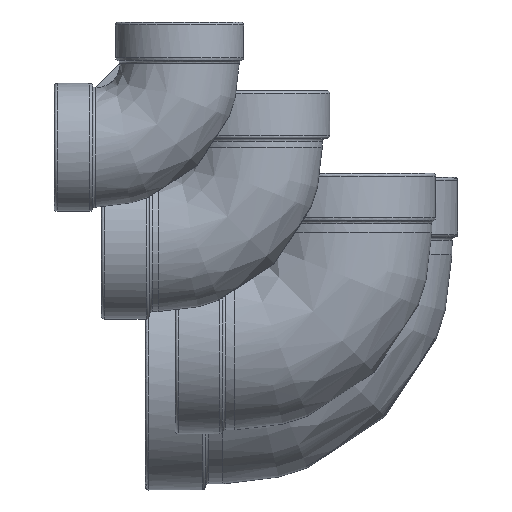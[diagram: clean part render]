
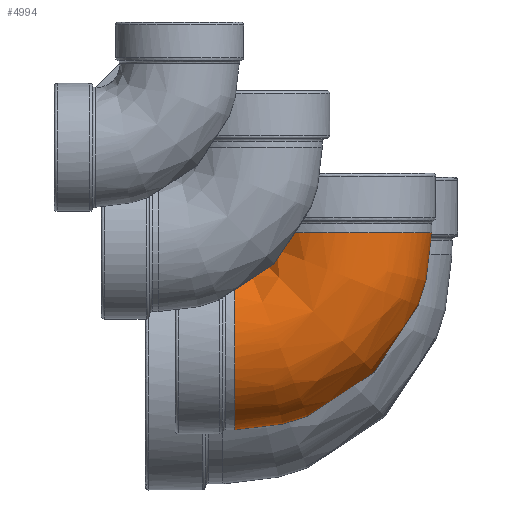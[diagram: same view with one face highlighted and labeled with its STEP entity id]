
A CAD part, left-side view. The second image highlights one B-rep face of the part: STEP entity #4994.
In plain terms, the highlighted free-form (B-spline) face has degree [2, 2] with [3, 7] control points.
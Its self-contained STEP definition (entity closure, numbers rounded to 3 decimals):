
#3940 = VERTEX_POINT('',#3941);
#3941 = CARTESIAN_POINT('',(-24.547,42.064,
    -30.657));
#3955 = VERTEX_POINT('',#3956);
#3956 = CARTESIAN_POINT('',(-41.372,42.064,
    -13.831));
#3961 = EDGE_CURVE('',#3955,#3940,#3962,.T.);
#3962 = ( BOUNDED_CURVE() B_SPLINE_CURVE(2,(#3963,#3964,#3965),
.UNSPECIFIED.,.F.,.F.) B_SPLINE_CURVE_WITH_KNOTS((3,3),(1.571,
3.142),.PIECEWISE_BEZIER_KNOTS.) CURVE() 
GEOMETRIC_REPRESENTATION_ITEM() RATIONAL_B_SPLINE_CURVE((1.,
0.707,1.)) REPRESENTATION_ITEM('') );
#3963 = CARTESIAN_POINT('',(-41.372,42.064,
    -13.831));
#3964 = CARTESIAN_POINT('',(-24.547,42.064,
    -13.831));
#3965 = CARTESIAN_POINT('',(-24.547,42.064,
    -30.657));
#3978 = VERTEX_POINT('',#3979);
#3979 = CARTESIAN_POINT('',(-24.547,21.873,
    -10.466));
#3986 = EDGE_CURVE('',#3987,#3978,#3989,.T.);
#3987 = VERTEX_POINT('',#3988);
#3988 = CARTESIAN_POINT('',(-41.372,38.699,
    -10.466));
#3989 = ( BOUNDED_CURVE() B_SPLINE_CURVE(2,(#3990,#3991,#3992),
.UNSPECIFIED.,.F.,.F.) B_SPLINE_CURVE_WITH_KNOTS((3,3),(1.571,
3.142),.PIECEWISE_BEZIER_KNOTS.) CURVE() 
GEOMETRIC_REPRESENTATION_ITEM() RATIONAL_B_SPLINE_CURVE((1.,
0.707,1.)) REPRESENTATION_ITEM('') );
#3990 = CARTESIAN_POINT('',(-41.372,38.699,
    -10.466));
#3991 = CARTESIAN_POINT('',(-24.547,38.699,
    -10.466));
#3992 = CARTESIAN_POINT('',(-24.547,21.873,
    -10.466));
#4460 = EDGE_CURVE('',#3978,#3987,#4461,.T.);
#4461 = ( BOUNDED_CURVE() B_SPLINE_CURVE(2,(#4462,#4463,#4464,#4465,
#4466),.UNSPECIFIED.,.F.,.F.) B_SPLINE_CURVE_WITH_KNOTS((3,2,3),(
    3.142,5.498,7.854),
.PIECEWISE_BEZIER_KNOTS.) CURVE() GEOMETRIC_REPRESENTATION_ITEM() 
RATIONAL_B_SPLINE_CURVE((1.,0.383,1.,0.383,1.)) 
REPRESENTATION_ITEM('') );
#4462 = CARTESIAN_POINT('',(-24.547,21.873,
    -10.466));
#4463 = CARTESIAN_POINT('',(-24.547,-18.746,
    -10.466));
#4464 = CARTESIAN_POINT('',(-53.269,9.976,
    -10.466));
#4465 = CARTESIAN_POINT('',(-81.991,38.699,
    -10.466));
#4466 = CARTESIAN_POINT('',(-41.372,38.699,
    -10.466));
#4597 = EDGE_CURVE('',#3940,#3955,#4598,.T.);
#4598 = ( BOUNDED_CURVE() B_SPLINE_CURVE(2,(#4599,#4600,#4601,#4602,
#4603),.UNSPECIFIED.,.F.,.F.) B_SPLINE_CURVE_WITH_KNOTS((3,2,3),(
    3.142,5.498,7.854),
.PIECEWISE_BEZIER_KNOTS.) CURVE() GEOMETRIC_REPRESENTATION_ITEM() 
RATIONAL_B_SPLINE_CURVE((1.,0.383,1.,0.383,1.)) 
REPRESENTATION_ITEM('') );
#4599 = CARTESIAN_POINT('',(-24.547,42.064,
    -30.657));
#4600 = CARTESIAN_POINT('',(-24.547,42.064,
    -71.276));
#4601 = CARTESIAN_POINT('',(-53.269,42.064,
    -42.554));
#4602 = CARTESIAN_POINT('',(-81.991,42.064,
    -13.831));
#4603 = CARTESIAN_POINT('',(-41.372,42.064,
    -13.831));
#4994 = ADVANCED_FACE('',(#4995),#5008,.T.);
#4995 = FACE_BOUND('',#4996,.T.);
#4996 = EDGE_LOOP('',(#4997,#4998,#5004,#5005,#5006,#5007));
#4997 = ORIENTED_EDGE('',*,*,#3961,.F.);
#4998 = ORIENTED_EDGE('',*,*,#4999,.F.);
#4999 = EDGE_CURVE('',#3987,#3955,#5000,.T.);
#5000 = ( BOUNDED_CURVE() B_SPLINE_CURVE(2,(#5001,#5002,#5003),
.UNSPECIFIED.,.F.,.F.) B_SPLINE_CURVE_WITH_KNOTS((3,3),(0.,
1.571),.PIECEWISE_BEZIER_KNOTS.) CURVE() 
GEOMETRIC_REPRESENTATION_ITEM() RATIONAL_B_SPLINE_CURVE((1.,
0.707,1.)) REPRESENTATION_ITEM('') );
#5001 = CARTESIAN_POINT('',(-41.372,38.699,
    -10.466));
#5002 = CARTESIAN_POINT('',(-41.372,38.699,
    -13.831));
#5003 = CARTESIAN_POINT('',(-41.372,42.064,
    -13.831));
#5004 = ORIENTED_EDGE('',*,*,#3986,.T.);
#5005 = ORIENTED_EDGE('',*,*,#4460,.T.);
#5006 = ORIENTED_EDGE('',*,*,#4999,.T.);
#5007 = ORIENTED_EDGE('',*,*,#4597,.F.);
#5008 = ( BOUNDED_SURFACE() B_SPLINE_SURFACE(2,2,(
    (#5009,#5010,#5011,#5012,#5013,#5014,#5015)
    ,(#5016,#5017,#5018,#5019,#5020,#5021,#5022)
    ,(#5023,#5024,#5025,#5026,#5027,#5028,#5029
)),.UNSPECIFIED.,.F.,.T.,.F.) B_SPLINE_SURFACE_WITH_KNOTS((3,3),(3,2,2,3
    ),(4.712,6.283),(-3.142,-1.047,
    1.047,3.142),.UNSPECIFIED.) 
GEOMETRIC_REPRESENTATION_ITEM() RATIONAL_B_SPLINE_SURFACE((
    (1.,0.5,1.,0.5,1.,0.5,1.)
    ,(0.707,0.354,0.707,0.354
      ,0.707,0.354,0.707)
,(1.,0.5,1.,0.5,1.,0.5,1.))) REPRESENTATION_ITEM('') SURFACE() );
#5009 = CARTESIAN_POINT('',(-41.372,38.699,
    -10.466));
#5010 = CARTESIAN_POINT('',(-70.514,38.699,
    -10.466));
#5011 = CARTESIAN_POINT('',(-55.943,13.461,
    -10.466));
#5012 = CARTESIAN_POINT('',(-41.372,-11.777,
    -10.466));
#5013 = CARTESIAN_POINT('',(-26.801,13.461,
    -10.466));
#5014 = CARTESIAN_POINT('',(-12.23,38.699,
    -10.466));
#5015 = CARTESIAN_POINT('',(-41.372,38.699,
    -10.466));
#5016 = CARTESIAN_POINT('',(-41.372,38.699,
    -13.831));
#5017 = CARTESIAN_POINT('',(-70.514,38.699,
    -13.831));
#5018 = CARTESIAN_POINT('',(-55.943,13.461,
    -39.069));
#5019 = CARTESIAN_POINT('',(-41.372,-11.777,
    -64.307));
#5020 = CARTESIAN_POINT('',(-26.801,13.461,
    -39.069));
#5021 = CARTESIAN_POINT('',(-12.23,38.699,
    -13.831));
#5022 = CARTESIAN_POINT('',(-41.372,38.699,
    -13.831));
#5023 = CARTESIAN_POINT('',(-41.372,42.064,
    -13.831));
#5024 = CARTESIAN_POINT('',(-70.514,42.064,
    -13.831));
#5025 = CARTESIAN_POINT('',(-55.943,42.064,
    -39.069));
#5026 = CARTESIAN_POINT('',(-41.372,42.064,
    -64.307));
#5027 = CARTESIAN_POINT('',(-26.801,42.064,
    -39.069));
#5028 = CARTESIAN_POINT('',(-12.23,42.064,
    -13.831));
#5029 = CARTESIAN_POINT('',(-41.372,42.064,
    -13.831));
